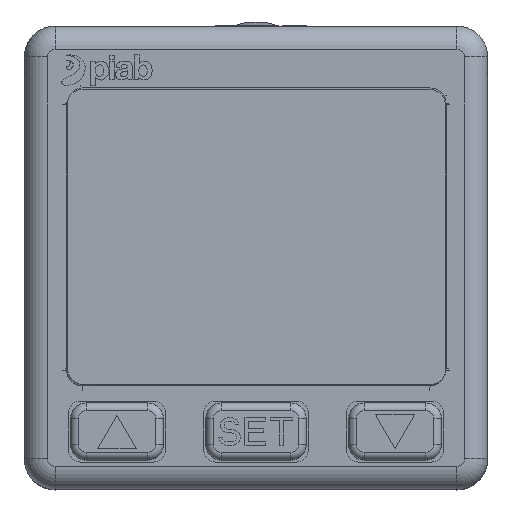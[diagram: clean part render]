
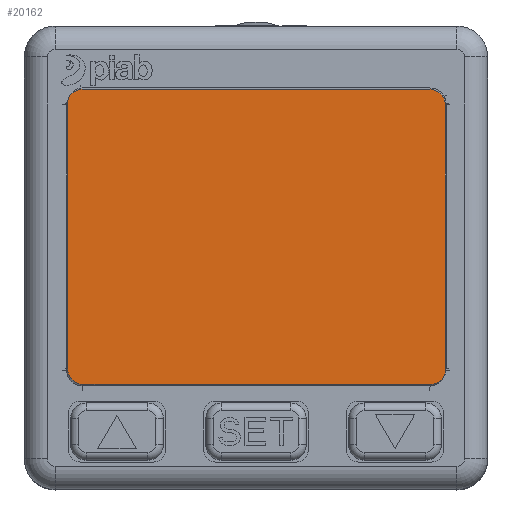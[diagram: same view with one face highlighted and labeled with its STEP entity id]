
A CAD part, top view. The second image highlights one B-rep face of the part: STEP entity #20162.
In plain terms, the highlighted planar face has unit normal (0, 0, 1).
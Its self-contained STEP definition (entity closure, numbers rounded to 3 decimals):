
#616=CIRCLE('',#27864,1.);
#618=CIRCLE('',#27868,1.);
#633=CIRCLE('',#27940,1.);
#635=CIRCLE('',#27943,1.);
#1005=B_SPLINE_CURVE_WITH_KNOTS('',3,(#40198,#40199,#40200,#40201),
 .UNSPECIFIED.,.F.,.F.,(4,4),(0.,1.),.UNSPECIFIED.);
#1006=B_SPLINE_CURVE_WITH_KNOTS('',3,(#40204,#40205,#40206,#40207),
 .UNSPECIFIED.,.F.,.F.,(4,4),(0.,1.),.UNSPECIFIED.);
#3813=ORIENTED_EDGE('',*,*,#8460,.T.);
#3814=ORIENTED_EDGE('',*,*,#8461,.F.);
#3815=ORIENTED_EDGE('',*,*,#8462,.T.);
#3816=ORIENTED_EDGE('',*,*,#8287,.T.);
#3817=ORIENTED_EDGE('',*,*,#8291,.T.);
#3818=ORIENTED_EDGE('',*,*,#8294,.T.);
#3819=ORIENTED_EDGE('',*,*,#8297,.T.);
#3820=ORIENTED_EDGE('',*,*,#8300,.T.);
#3821=ORIENTED_EDGE('',*,*,#8457,.T.);
#3822=ORIENTED_EDGE('',*,*,#8463,.F.);
#8287=EDGE_CURVE('',#10856,#10855,#12816,.T.);
#8291=EDGE_CURVE('',#10855,#10859,#616,.T.);
#8294=EDGE_CURVE('',#10859,#10861,#12821,.T.);
#8297=EDGE_CURVE('',#10861,#10863,#618,.T.);
#8300=EDGE_CURVE('',#10863,#10865,#12825,.T.);
#8457=EDGE_CURVE('',#10865,#10970,#633,.T.);
#8460=EDGE_CURVE('',#10972,#10973,#12958,.T.);
#8461=EDGE_CURVE('',#10974,#10973,#1005,.F.);
#8462=EDGE_CURVE('',#10974,#10856,#635,.T.);
#8463=EDGE_CURVE('',#10972,#10970,#1006,.F.);
#10855=VERTEX_POINT('',#39103);
#10856=VERTEX_POINT('',#39105);
#10859=VERTEX_POINT('',#39112);
#10861=VERTEX_POINT('',#39118);
#10863=VERTEX_POINT('',#39124);
#10865=VERTEX_POINT('',#39130);
#10970=VERTEX_POINT('',#40187);
#10972=VERTEX_POINT('',#40196);
#10973=VERTEX_POINT('',#40197);
#10974=VERTEX_POINT('',#40202);
#12816=LINE('',#39104,#15029);
#12821=LINE('',#39119,#15034);
#12825=LINE('',#39131,#15038);
#12958=LINE('',#40195,#15171);
#15029=VECTOR('',#30992,1000.);
#15034=VECTOR('',#31005,1000.);
#15038=VECTOR('',#31017,1000.);
#15171=VECTOR('',#31294,1000.);
#16916=EDGE_LOOP('',(#3813,#3814,#3815,#3816,#3817,#3818,#3819,#3820,#3821,
#3822));
#18172=FACE_BOUND('',#16916,.T.);
#19204=PLANE('',#27942);
#20162=ADVANCED_FACE('',(#18172),#19204,.T.);
#27864=AXIS2_PLACEMENT_3D('',#39113,#30998,#30999);
#27868=AXIS2_PLACEMENT_3D('',#39125,#31010,#31011);
#27940=AXIS2_PLACEMENT_3D('',#40186,#31288,#31289);
#27942=AXIS2_PLACEMENT_3D('',#40194,#31292,#31293);
#27943=AXIS2_PLACEMENT_3D('',#40203,#31295,#31296);
#30992=DIRECTION('',(0.,-1.,0.));
#30998=DIRECTION('',(0.,0.,1.));
#30999=DIRECTION('',(-1.,0.,0.));
#31005=DIRECTION('',(1.,0.,0.));
#31010=DIRECTION('',(0.,0.,1.));
#31011=DIRECTION('',(0.,-1.,0.));
#31017=DIRECTION('',(0.,1.,0.));
#31288=DIRECTION('',(0.,0.,1.));
#31289=DIRECTION('',(1.,0.,0.));
#31292=DIRECTION('',(0.,0.,1.));
#31293=DIRECTION('',(1.,0.,0.));
#31294=DIRECTION('',(-1.,0.,0.));
#31295=DIRECTION('',(0.,0.,1.));
#31296=DIRECTION('',(-0.171,0.985,0.));
#39103=CARTESIAN_POINT('',(-12.2,-7.2,24.97));
#39104=CARTESIAN_POINT('',(-12.2,10.,24.97));
#39105=CARTESIAN_POINT('',(-12.2,10.,24.97));
#39112=CARTESIAN_POINT('',(-11.2,-8.2,24.97));
#39113=CARTESIAN_POINT('',(-11.2,-7.2,24.97));
#39118=CARTESIAN_POINT('',(11.3,-8.2,24.97));
#39119=CARTESIAN_POINT('',(-11.2,-8.2,24.97));
#39124=CARTESIAN_POINT('',(12.3,-7.2,24.97));
#39125=CARTESIAN_POINT('',(11.3,-7.2,24.97));
#39130=CARTESIAN_POINT('',(12.3,10.,24.97));
#39131=CARTESIAN_POINT('',(12.3,-7.2,24.97));
#40186=CARTESIAN_POINT('',(11.3,10.,24.97));
#40187=CARTESIAN_POINT('',(12.191,10.454,24.97));
#40194=CARTESIAN_POINT('',(0.05,2.6,24.97));
#40195=CARTESIAN_POINT('',(11.25,10.992,24.97));
#40196=CARTESIAN_POINT('',(11.25,10.992,24.97));
#40197=CARTESIAN_POINT('',(-11.25,10.992,24.97));
#40198=CARTESIAN_POINT('',(-11.25,10.992,24.97));
#40199=CARTESIAN_POINT('',(-11.29,10.992,24.97));
#40200=CARTESIAN_POINT('',(-11.331,10.99,24.97));
#40201=CARTESIAN_POINT('',(-11.371,10.985,24.97));
#40202=CARTESIAN_POINT('',(-11.371,10.985,24.97));
#40203=CARTESIAN_POINT('',(-11.2,10.,24.97));
#40204=CARTESIAN_POINT('',(12.191,10.454,24.97));
#40205=CARTESIAN_POINT('',(11.991,10.793,24.97));
#40206=CARTESIAN_POINT('',(11.645,10.992,24.97));
#40207=CARTESIAN_POINT('',(11.25,10.992,24.97));
